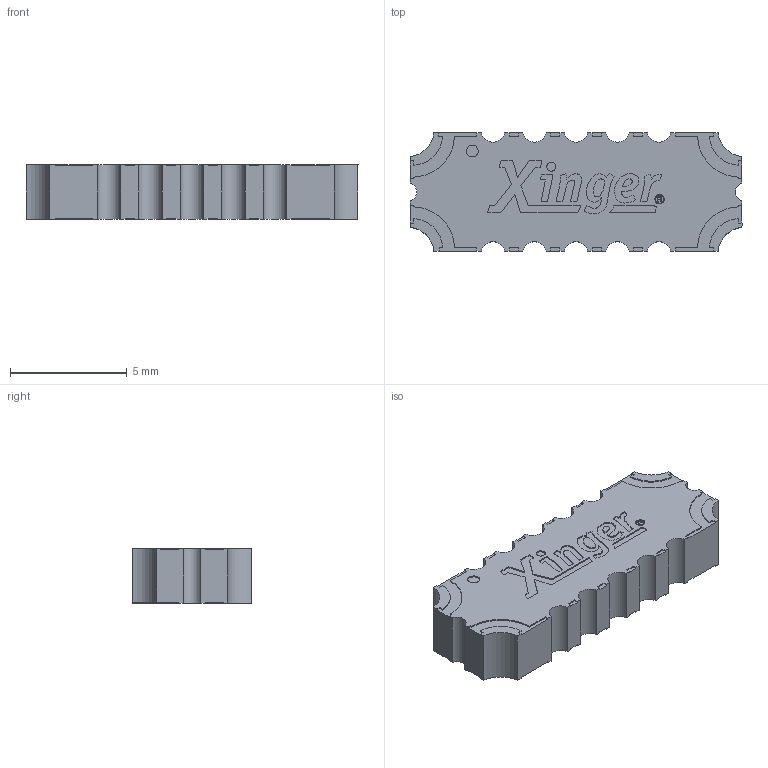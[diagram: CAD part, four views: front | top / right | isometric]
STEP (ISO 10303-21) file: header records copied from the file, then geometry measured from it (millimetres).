
FILE_DESCRIPTION (( 'STEP AP214' ), '1' );
FILE_NAME ('XMC4450E3-03G_3D_Model.STEP', '2024-08-27T16:47:25', ( '' ), ( '' ), 'SwSTEP 2.0', 'SolidWorks 2023', '' );
FILE_SCHEMA (( 'AUTOMOTIVE_DESIGN' ));
Length unit declared in the file: inch
Products named in the file (1): XMC4450E3-03G_3D_Model
Bounding box: 14.22 x 5.08 x 2.34 mm (x, y, z)
Volume: 152.4 mm3; surface area: 232.7 mm2
Topology: 1 solids, 1 shells, 384 faces, 1098 edges, 732 vertices
Faces by surface type: plane 249, cylinder 117, bspline 18
Entity records: 13615 total; most frequent: CARTESIAN_POINT 3433, ORIENTED_EDGE 2196, DIRECTION 2030, EDGE_CURVE 1098, LINE 828, VECTOR 828, VERTEX_POINT 732, AXIS2_PLACEMENT_3D 601
